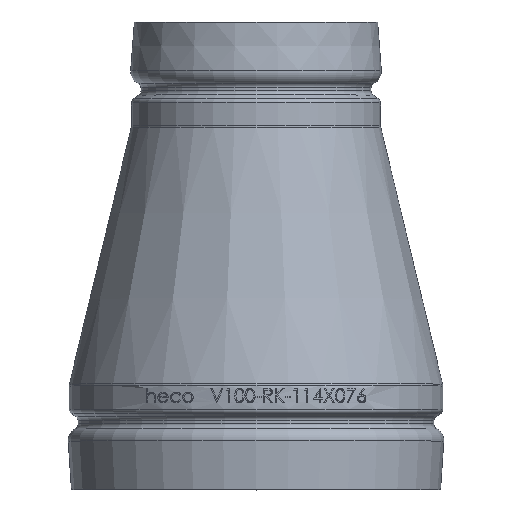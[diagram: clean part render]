
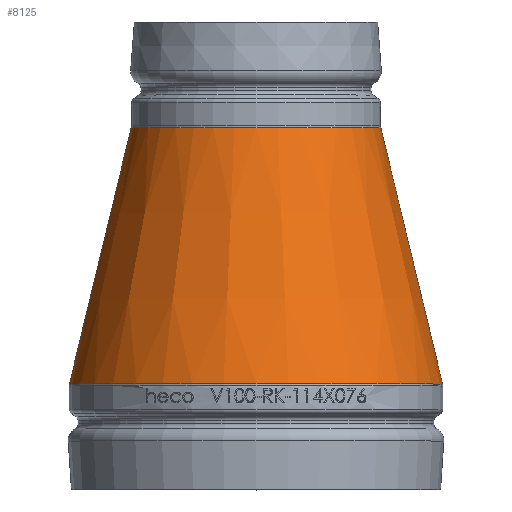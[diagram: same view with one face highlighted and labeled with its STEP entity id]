
A CAD part, top view. The second image highlights one B-rep face of the part: STEP entity #8125.
In plain terms, the highlighted conical face has half-angle 13.558 degrees and reference radius 47.625 mm.
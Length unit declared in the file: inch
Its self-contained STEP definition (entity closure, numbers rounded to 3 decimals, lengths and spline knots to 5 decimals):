
#159 = ORIENTED_EDGE ( 'NONE', *, *, #7236, .T. ) ;
#557 = CARTESIAN_POINT ( 'NONE',  ( 1.50279, 4.35844, 0. ) ) ;
#1601 = DIRECTION ( 'NONE',  ( 0., 1., 0. ) ) ;
#1842 = FACE_OUTER_BOUND ( 'NONE', #11791, .T. ) ;
#2149 = CARTESIAN_POINT ( 'NONE',  ( 0., 4.35844, 0. ) ) ;
#2442 = AXIS2_PLACEMENT_3D ( 'NONE', #3641, #1601, #13693 ) ;
#3253 = DIRECTION ( 'NONE',  ( 0., -1., 0. ) ) ;
#3641 = CARTESIAN_POINT ( 'NONE',  ( 0., 1.27156, 0. ) ) ;
#4426 = DIRECTION ( 'NONE',  ( 1., 0., 0. ) ) ;
#4965 = FACE_BOUND ( 'NONE', #7892, .T. ) ;
#5661 = CARTESIAN_POINT ( 'NONE',  ( 0., 2.815, 0. ) ) ;
#7150 = EDGE_CURVE ( 'NONE', #13575, #13575, #8877, .T. ) ;
#7236 = EDGE_CURVE ( 'NONE', #11306, #11306, #13035, .T. ) ;
#7892 = EDGE_LOOP ( 'NONE', ( #8180 ) ) ;
#8021 = DIRECTION ( 'NONE',  ( 0., -1., 0. ) ) ;
#8125 = ADVANCED_FACE ( 'NONE', ( #4965, #1842 ), #8488, .T. ) ;
#8180 = ORIENTED_EDGE ( 'NONE', *, *, #7150, .T. ) ;
#8191 = CARTESIAN_POINT ( 'NONE',  ( -2.24721, 1.27156, 0. ) ) ;
#8488 = CONICAL_SURFACE ( 'NONE', #13300, 1.875, 0.237 ) ;
#8629 = AXIS2_PLACEMENT_3D ( 'NONE', #2149, #3253, #4426 ) ;
#8877 = CIRCLE ( 'NONE', #8629, 1.50279 ) ;
#11306 = VERTEX_POINT ( 'NONE', #8191 ) ;
#11791 = EDGE_LOOP ( 'NONE', ( #159 ) ) ;
#13035 = CIRCLE ( 'NONE', #2442, 2.24721 ) ;
#13300 = AXIS2_PLACEMENT_3D ( 'NONE', #5661, #8021, #13399 ) ;
#13399 = DIRECTION ( 'NONE',  ( -1., 0., 0. ) ) ;
#13575 = VERTEX_POINT ( 'NONE', #557 ) ;
#13693 = DIRECTION ( 'NONE',  ( -1., 0., 0. ) ) ;
